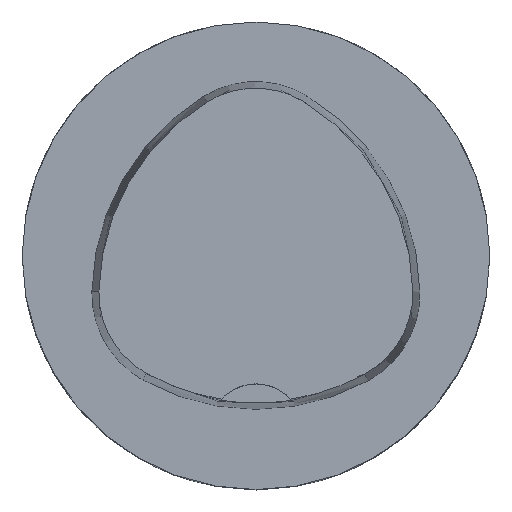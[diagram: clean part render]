
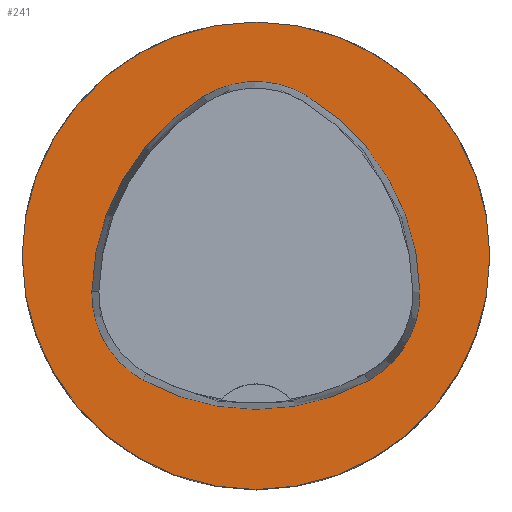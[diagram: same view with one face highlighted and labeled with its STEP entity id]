
A CAD part, top view. The second image highlights one B-rep face of the part: STEP entity #241.
In plain terms, the highlighted planar face has unit normal (0, 0, 1).
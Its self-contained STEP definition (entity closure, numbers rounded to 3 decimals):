
#241=ADVANCED_FACE('',(#495,#496),#300,.T.);
#300=PLANE('',#1454);
#495=FACE_BOUND('',#550,.T.);
#496=FACE_BOUND('',#551,.T.);
#550=EDGE_LOOP('',(#761,#762,#763,#764,#765,#766));
#551=EDGE_LOOP('',(#767));
#761=ORIENTED_EDGE('',*,*,#1166,.T.);
#762=ORIENTED_EDGE('',*,*,#1146,.T.);
#763=ORIENTED_EDGE('',*,*,#1150,.T.);
#764=ORIENTED_EDGE('',*,*,#1153,.T.);
#765=ORIENTED_EDGE('',*,*,#1156,.T.);
#766=ORIENTED_EDGE('',*,*,#1164,.T.);
#767=ORIENTED_EDGE('',*,*,#1169,.F.);
#1016=VERTEX_POINT('',#2273);
#1017=VERTEX_POINT('',#2274);
#1020=VERTEX_POINT('',#2282);
#1022=VERTEX_POINT('',#2288);
#1024=VERTEX_POINT('',#2294);
#1031=VERTEX_POINT('',#2315);
#1032=VERTEX_POINT('',#2325);
#1146=EDGE_CURVE('',#1016,#1017,#1262,.T.);
#1150=EDGE_CURVE('',#1017,#1020,#1264,.T.);
#1153=EDGE_CURVE('',#1020,#1022,#1266,.T.);
#1156=EDGE_CURVE('',#1022,#1024,#1268,.T.);
#1164=EDGE_CURVE('',#1024,#1031,#1272,.T.);
#1166=EDGE_CURVE('',#1031,#1016,#1274,.T.);
#1169=EDGE_CURVE('',#1032,#1032,#1277,.T.);
#1262=CIRCLE('',#1431,20.);
#1264=CIRCLE('',#1434,8.5);
#1266=CIRCLE('',#1437,20.);
#1268=CIRCLE('',#1440,8.5);
#1272=CIRCLE('',#1445,20.);
#1274=CIRCLE('',#1448,8.5);
#1277=CIRCLE('',#1453,20.);
#1431=AXIS2_PLACEMENT_3D('',#2272,#1684,#1685);
#1434=AXIS2_PLACEMENT_3D('',#2281,#1692,#1693);
#1437=AXIS2_PLACEMENT_3D('',#2287,#1699,#1700);
#1440=AXIS2_PLACEMENT_3D('',#2293,#1706,#1707);
#1445=AXIS2_PLACEMENT_3D('',#2316,#1718,#1719);
#1448=AXIS2_PLACEMENT_3D('',#2319,#1724,#1725);
#1453=AXIS2_PLACEMENT_3D('',#2324,#1734,#1735);
#1454=AXIS2_PLACEMENT_3D('',#2326,#1736,#1737);
#1684=DIRECTION('',(0.,0.,-1.));
#1685=DIRECTION('',(-1.,0.,0.));
#1692=DIRECTION('',(0.,0.,-1.));
#1693=DIRECTION('',(-1.,0.,0.));
#1699=DIRECTION('',(0.,0.,-1.));
#1700=DIRECTION('',(-1.,0.,0.));
#1706=DIRECTION('',(0.,0.,-1.));
#1707=DIRECTION('',(-1.,0.,0.));
#1718=DIRECTION('',(0.,0.,-1.));
#1719=DIRECTION('',(-1.,0.,0.));
#1724=DIRECTION('',(0.,0.,-1.));
#1725=DIRECTION('',(-1.,0.,0.));
#1734=DIRECTION('',(0.,0.,-1.));
#1735=DIRECTION('',(-1.,0.,0.));
#1736=DIRECTION('',(0.,0.,1.));
#1737=DIRECTION('',(1.,0.,0.));
#2272=CARTESIAN_POINT('',(5.955,-3.414,0.));
#2273=CARTESIAN_POINT('',(-14.041,-3.042,0.));
#2274=CARTESIAN_POINT('',(-4.472,13.653,0.));
#2281=CARTESIAN_POINT('',(-0.04,6.4,0.));
#2282=CARTESIAN_POINT('',(4.347,13.68,0.));
#2287=CARTESIAN_POINT('',(-5.976,-3.45,0.));
#2288=CARTESIAN_POINT('',(14.021,-3.075,0.));
#2293=CARTESIAN_POINT('',(5.522,-3.235,0.));
#2294=CARTESIAN_POINT('',(9.588,-10.699,0.));
#2315=CARTESIAN_POINT('',(-9.655,-10.639,0.));
#2316=CARTESIAN_POINT('',(0.022,6.864,0.));
#2319=CARTESIAN_POINT('',(-5.543,-3.2,0.));
#2324=CARTESIAN_POINT('',(0.,0.,0.));
#2325=CARTESIAN_POINT('',(-20.,0.,0.));
#2326=CARTESIAN_POINT('',(0.,0.,0.));
